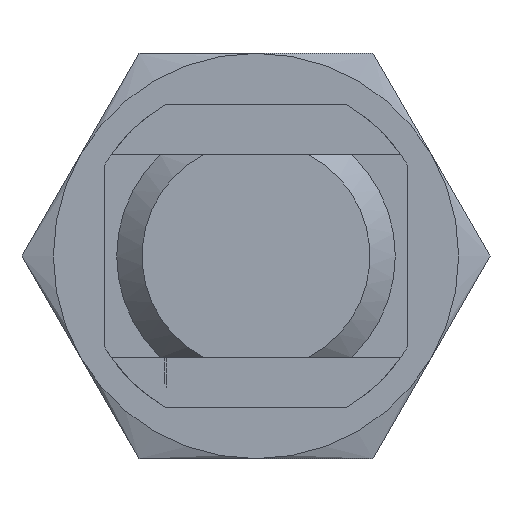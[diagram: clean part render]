
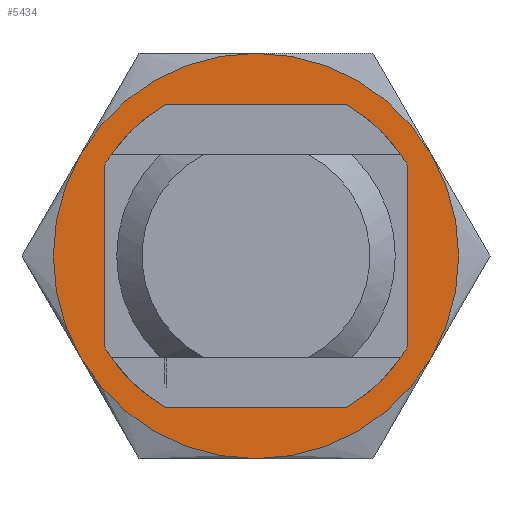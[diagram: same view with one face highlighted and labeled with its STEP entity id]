
A CAD part, left-side view. The second image highlights one B-rep face of the part: STEP entity #5434.
In plain terms, the highlighted planar face has unit normal (-1, 0, 0).
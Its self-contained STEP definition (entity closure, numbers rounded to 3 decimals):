
#5020=CARTESIAN_POINT('',(-0.,0.,16.));
#5021=VERTEX_POINT('',#5020);
#5067=CARTESIAN_POINT('',(-0.,13.856,8.));
#5068=VERTEX_POINT('',#5067);
#5114=CARTESIAN_POINT('',(-0.,-13.856,8.));
#5115=VERTEX_POINT('',#5114);
#5216=CARTESIAN_POINT('',(0.,-0.,-11.));
#5217=VERTEX_POINT('',#5216);
#5224=CARTESIAN_POINT('',(0.,0.,11.));
#5225=VERTEX_POINT('',#5224);
#5226=CARTESIAN_POINT('',(0.,0.,0.));
#5227=DIRECTION('',(1.,0.,-0.));
#5228=DIRECTION('',(0.,0.,1.));
#5229=AXIS2_PLACEMENT_3D('',#5226,#5227,#5228);
#5230=CIRCLE('',#5229,11.);
#5231=EDGE_CURVE('',#5225,#5217,#5230,.T.);
#5338=CARTESIAN_POINT('',(0.,0.,0.));
#5339=DIRECTION('',(1.,0.,-0.));
#5340=DIRECTION('',(-0.,0.,-1.));
#5341=AXIS2_PLACEMENT_3D('',#5338,#5339,#5340);
#5342=CIRCLE('',#5341,16.);
#5343=EDGE_CURVE('',#5021,#5115,#5342,.T.);
#5353=CARTESIAN_POINT('',(0.,0.,0.));
#5354=DIRECTION('',(1.,0.,-0.));
#5355=DIRECTION('',(-0.,0.,-1.));
#5356=AXIS2_PLACEMENT_3D('',#5353,#5354,#5355);
#5357=CIRCLE('',#5356,16.);
#5358=EDGE_CURVE('',#5068,#5021,#5357,.T.);
#5370=CARTESIAN_POINT('',(-0.,13.856,-8.));
#5371=VERTEX_POINT('',#5370);
#5372=CARTESIAN_POINT('',(0.,0.,0.));
#5373=DIRECTION('',(1.,0.,-0.));
#5374=DIRECTION('',(-0.,0.,-1.));
#5375=AXIS2_PLACEMENT_3D('',#5372,#5373,#5374);
#5376=CIRCLE('',#5375,16.);
#5377=EDGE_CURVE('',#5371,#5068,#5376,.T.);
#5389=CARTESIAN_POINT('',(0.,0.,0.));
#5390=DIRECTION('',(1.,0.,0.));
#5391=DIRECTION('',(0.,0.,-1.));
#5392=AXIS2_PLACEMENT_3D('',#5389,#5390,#5391);
#5393=PLANE('',#5392);
#5394=ORIENTED_EDGE('',*,*,#5377,.F.);
#5395=CARTESIAN_POINT('',(0.,0.,-16.));
#5396=VERTEX_POINT('',#5395);
#5397=CARTESIAN_POINT('',(0.,0.,0.));
#5398=DIRECTION('',(1.,0.,-0.));
#5399=DIRECTION('',(-0.,0.,-1.));
#5400=AXIS2_PLACEMENT_3D('',#5397,#5398,#5399);
#5401=CIRCLE('',#5400,16.);
#5402=EDGE_CURVE('',#5396,#5371,#5401,.T.);
#5403=ORIENTED_EDGE('',*,*,#5402,.F.);
#5404=CARTESIAN_POINT('',(-0.,-13.856,-8.));
#5405=VERTEX_POINT('',#5404);
#5406=CARTESIAN_POINT('',(0.,0.,0.));
#5407=DIRECTION('',(1.,0.,-0.));
#5408=DIRECTION('',(-0.,0.,-1.));
#5409=AXIS2_PLACEMENT_3D('',#5406,#5407,#5408);
#5410=CIRCLE('',#5409,16.);
#5411=EDGE_CURVE('',#5405,#5396,#5410,.T.);
#5412=ORIENTED_EDGE('',*,*,#5411,.F.);
#5413=CARTESIAN_POINT('',(0.,0.,0.));
#5414=DIRECTION('',(1.,0.,-0.));
#5415=DIRECTION('',(-0.,0.,-1.));
#5416=AXIS2_PLACEMENT_3D('',#5413,#5414,#5415);
#5417=CIRCLE('',#5416,16.);
#5418=EDGE_CURVE('',#5115,#5405,#5417,.T.);
#5419=ORIENTED_EDGE('',*,*,#5418,.F.);
#5420=ORIENTED_EDGE('',*,*,#5343,.F.);
#5421=ORIENTED_EDGE('',*,*,#5358,.F.);
#5422=EDGE_LOOP('',(#5394,#5403,#5412,#5419,#5420,#5421));
#5423=FACE_BOUND('',#5422,.T.);
#5424=CARTESIAN_POINT('',(0.,0.,0.));
#5425=DIRECTION('',(1.,0.,-0.));
#5426=DIRECTION('',(0.,0.,1.));
#5427=AXIS2_PLACEMENT_3D('',#5424,#5425,#5426);
#5428=CIRCLE('',#5427,11.);
#5429=EDGE_CURVE('',#5217,#5225,#5428,.T.);
#5430=ORIENTED_EDGE('',*,*,#5429,.T.);
#5431=ORIENTED_EDGE('',*,*,#5231,.T.);
#5432=EDGE_LOOP('',(#5430,#5431));
#5433=FACE_BOUND('',#5432,.T.);
#5434=ADVANCED_FACE('',(#5423,#5433),#5393,.F.);
